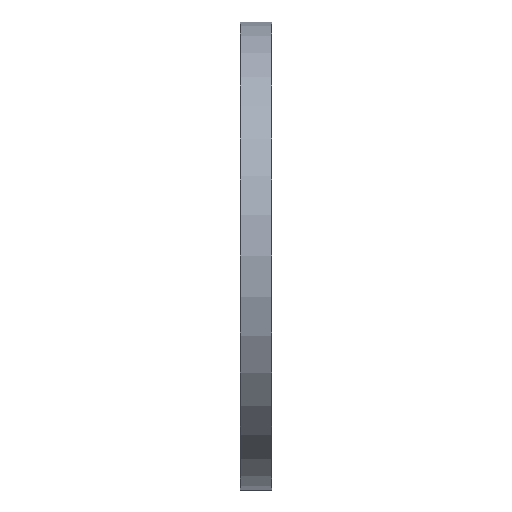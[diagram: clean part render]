
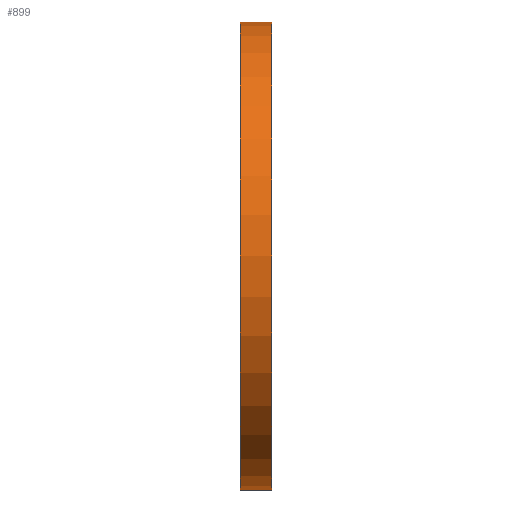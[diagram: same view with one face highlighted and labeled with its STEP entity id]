
A CAD part, front view. The second image highlights one B-rep face of the part: STEP entity #899.
In plain terms, the highlighted cylindrical face has radius 22.5 mm (diameter 45 mm), a partial arc.
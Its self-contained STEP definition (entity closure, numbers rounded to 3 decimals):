
#183 = DIRECTION ( 'NONE',  ( -1., 0., 0. ) ) ;
#206 = EDGE_LOOP ( 'NONE', ( #5767, #3771, #9722, #3402 ) ) ;
#712 = LINE ( 'NONE', #3430, #7359 ) ;
#899 = ADVANCED_FACE ( 'NONE', ( #1525 ), #6219, .T. ) ;
#1487 = EDGE_CURVE ( 'NONE', #9894, #2825, #7001, .T. ) ;
#1525 = FACE_OUTER_BOUND ( 'NONE', #206, .T. ) ;
#2260 = DIRECTION ( 'NONE',  ( -1., 0., 0. ) ) ;
#2366 = CARTESIAN_POINT ( 'NONE',  ( -18.685, 6.365, 0.259 ) ) ;
#2413 = CARTESIAN_POINT ( 'NONE',  ( -5.685, 6.365, 0.259 ) ) ;
#2445 = VERTEX_POINT ( 'NONE', #4668 ) ;
#2454 = DIRECTION ( 'NONE',  ( 0., 0., 1. ) ) ;
#2825 = VERTEX_POINT ( 'NONE', #4466 ) ;
#3037 = CARTESIAN_POINT ( 'NONE',  ( -8.685, 6.365, 0.259 ) ) ;
#3402 = ORIENTED_EDGE ( 'NONE', *, *, #1487, .F. ) ;
#3430 = CARTESIAN_POINT ( 'NONE',  ( -18.685, 6.365, -22.241 ) ) ;
#3771 = ORIENTED_EDGE ( 'NONE', *, *, #8426, .T. ) ;
#4062 = CARTESIAN_POINT ( 'NONE',  ( -8.685, 6.365, -22.241 ) ) ;
#4351 = AXIS2_PLACEMENT_3D ( 'NONE', #2413, #4886, #2454 ) ;
#4466 = CARTESIAN_POINT ( 'NONE',  ( -8.685, 6.365, 22.759 ) ) ;
#4668 = CARTESIAN_POINT ( 'NONE',  ( -5.685, 6.365, -22.241 ) ) ;
#4796 = EDGE_CURVE ( 'NONE', #2445, #9894, #712, .T. ) ;
#4886 = DIRECTION ( 'NONE',  ( -1., 0., 0. ) ) ;
#4900 = AXIS2_PLACEMENT_3D ( 'NONE', #2366, #9037, #5778 ) ;
#5327 = VERTEX_POINT ( 'NONE', #9261 ) ;
#5767 = ORIENTED_EDGE ( 'NONE', *, *, #4796, .F. ) ;
#5778 = DIRECTION ( 'NONE',  ( 0., 0., 1. ) ) ;
#6219 = CYLINDRICAL_SURFACE ( 'NONE', #4900, 22.5 ) ;
#7001 = CIRCLE ( 'NONE', #10070, 22.5 ) ;
#7288 = CIRCLE ( 'NONE', #4351, 22.5 ) ;
#7359 = VECTOR ( 'NONE', #10121, 1000. ) ;
#8426 = EDGE_CURVE ( 'NONE', #2445, #5327, #7288, .T. ) ;
#8830 = DIRECTION ( 'NONE',  ( 0., 0., 1. ) ) ;
#9037 = DIRECTION ( 'NONE',  ( -1., 0., 0. ) ) ;
#9232 = EDGE_CURVE ( 'NONE', #5327, #2825, #9997, .T. ) ;
#9261 = CARTESIAN_POINT ( 'NONE',  ( -5.685, 6.365, 22.759 ) ) ;
#9628 = VECTOR ( 'NONE', #183, 1000. ) ;
#9722 = ORIENTED_EDGE ( 'NONE', *, *, #9232, .T. ) ;
#9894 = VERTEX_POINT ( 'NONE', #4062 ) ;
#9997 = LINE ( 'NONE', #10142, #9628 ) ;
#10070 = AXIS2_PLACEMENT_3D ( 'NONE', #3037, #2260, #8830 ) ;
#10121 = DIRECTION ( 'NONE',  ( -1., 0., 0. ) ) ;
#10142 = CARTESIAN_POINT ( 'NONE',  ( -18.685, 6.365, 22.759 ) ) ;
